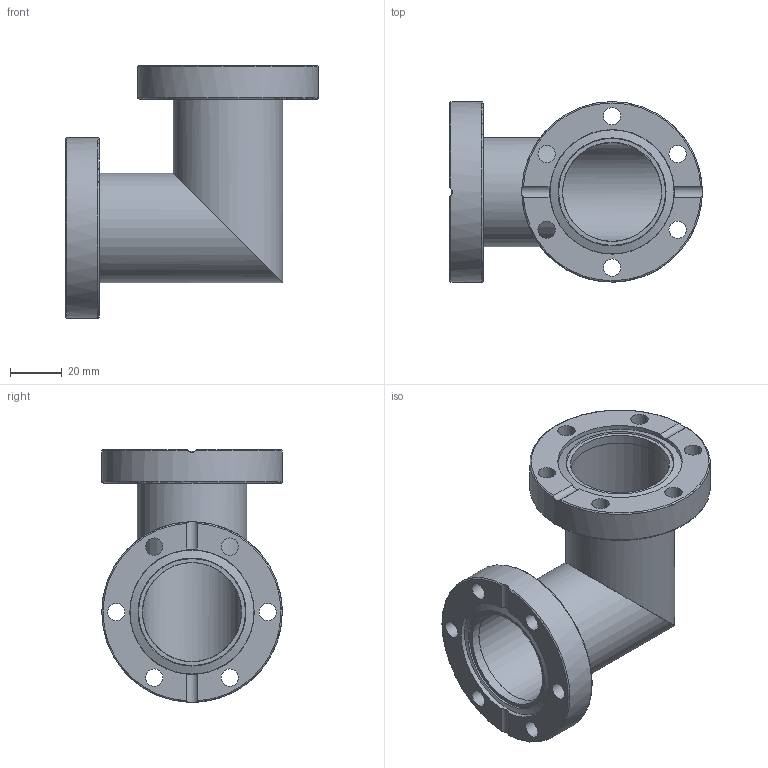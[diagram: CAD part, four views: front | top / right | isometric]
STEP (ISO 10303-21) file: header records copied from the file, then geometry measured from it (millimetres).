
FILE_DESCRIPTION((''),'2;1');
FILE_NAME('EL38R-304.stp','2009-04-23T14:00:23',('hasers'),(''),'Autodesk Inventor 2008','Autodesk Inventor 2008','');
FILE_SCHEMA(('AUTOMOTIVE_DESIGN { 1 0 10303 214 1 1 1 1 }'));
Length unit declared in the file: millimetre
Products named in the file (5): EL38R-304; Rohre [Subject [Summary]=normal][Keywords [Summary]=1.4404][Title [Summary]=42,4x2,0 (0,5m)]_3; Rohre [Subject [Summary]=normal][Keywords [Summary]=1.4404][Title [Summary]=42,4x2,0 (0,5m)]_4; CF-R [Subject [Summary]=-304][Title [Summary]=F35RIB42]; CF-R [Subject [Summary]=-304][Title [Summary]=F35RO]
Assembly tree (6 placements, depth 2):
  EL38R-304
    Rohre [Subject [Summary]=normal][Keywords [Summary]=1.4404][Title [Summary]=42,4x2,0 (0,5m)]_3
    Rohre [Subject [Summary]=normal][Keywords [Summary]=1.4404][Title [Summary]=42,4x2,0 (0,5m)]_4
    CF-R [Subject [Summary]=-304][Title [Summary]=F35RIB42]  x2
    CF-R [Subject [Summary]=-304][Title [Summary]=F35RO]  x2
Bounding box: 98 x 70 x 98 mm (x, y, z)
Volume: 85500.9 mm3; surface area: 57672.6 mm2
Topology: 6 solids, 6 shells, 74 faces, 179 edges, 119 vertices
Faces by surface type: bspline 26, plane 14, cylinder 14, torus 14, cone 6
Full cylindrical faces by diameter (mm): 38.4 x2, 42.4 x2, 48.1 x2, 48.9 x2, 70 x2
Entity records: 1399 total; most frequent: CARTESIAN_POINT 471, DIRECTION 174, ORIENTED_EDGE 116, EDGE_LOOP 88, AXIS2_PLACEMENT_3D 85, EDGE_CURVE 58, VERTEX_POINT 52, FACE_BOUND 47
